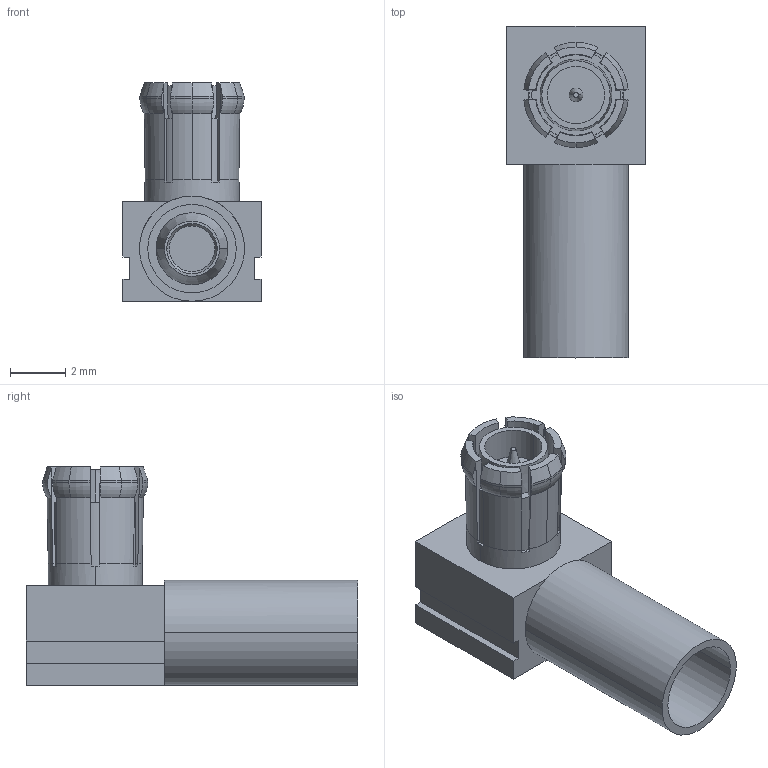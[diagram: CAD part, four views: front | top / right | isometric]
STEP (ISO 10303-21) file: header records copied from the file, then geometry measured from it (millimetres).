
FILE_DESCRIPTION (( 'STEP AP214' ), '1' );
FILE_NAME ('J01270A0211.STEP', '2012-05-08T13:52:49', ( 'markiewicz' ), ( '' ), 'SwSTEP 2.0', 'SolidWorks 2012', '' );
FILE_SCHEMA (( 'AUTOMOTIVE_DESIGN' ));
Length unit declared in the file: millimetre
Products named in the file (1): J01270A0211
Bounding box: 5 x 12 x 7.9 mm (x, y, z)
Volume: 174.5 mm3; surface area: 340.7 mm2
Topology: 1 solids, 1 shells, 172 faces, 440 edges, 278 vertices
Faces by surface type: plane 74, cylinder 52, cone 34, torus 12
Entity records: 7011 total; most frequent: CARTESIAN_POINT 1020, DIRECTION 916, ORIENTED_EDGE 880, EDGE_CURVE 440, AXIS2_PLACEMENT_3D 344, VERTEX_POINT 278, VECTOR 228, LINE 228
